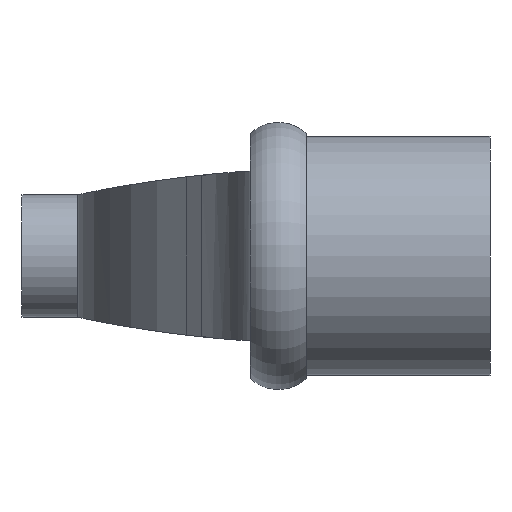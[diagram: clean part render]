
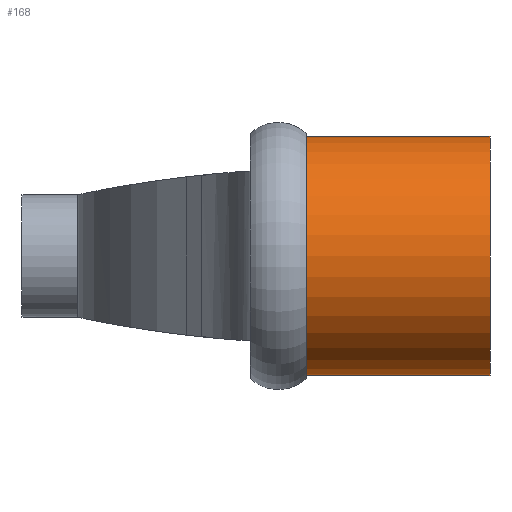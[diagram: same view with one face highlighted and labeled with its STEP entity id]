
A CAD part, left-side view. The second image highlights one B-rep face of the part: STEP entity #168.
In plain terms, the highlighted cylindrical face has radius 21.5 mm (diameter 43 mm), a full revolution.
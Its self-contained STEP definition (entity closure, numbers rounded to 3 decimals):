
#130=CYLINDRICAL_SURFACE('',#1245,21.5);
#168=ADVANCED_FACE('',(#213,#214),#130,.T.);
#213=FACE_BOUND('',#309,.T.);
#214=FACE_BOUND('',#310,.T.);
#309=EDGE_LOOP('',(#705));
#310=EDGE_LOOP('',(#706));
#335=CIRCLE('',#1206,21.5);
#342=CIRCLE('',#1222,21.5);
#705=ORIENTED_EDGE('',*,*,#964,.F.);
#706=ORIENTED_EDGE('',*,*,#1036,.T.);
#845=VERTEX_POINT('',#1453);
#906=VERTEX_POINT('',#1995);
#964=EDGE_CURVE('',#845,#845,#335,.T.);
#1036=EDGE_CURVE('',#906,#906,#342,.T.);
#1206=AXIS2_PLACEMENT_3D('',#1452,#1274,#1275);
#1222=AXIS2_PLACEMENT_3D('',#1994,#1313,#1314);
#1245=AXIS2_PLACEMENT_3D('',#2401,#1375,#1376);
#1274=DIRECTION('',(0.,-1.,0.));
#1275=DIRECTION('',(0.,0.,-1.));
#1313=DIRECTION('',(0.,-1.,0.));
#1314=DIRECTION('',(0.,0.,-1.));
#1375=DIRECTION('',(0.,-1.,0.));
#1376=DIRECTION('',(0.,0.,-1.));
#1452=CARTESIAN_POINT('',(103.,40.25,0.));
#1453=CARTESIAN_POINT('',(103.,40.25,-21.5));
#1994=CARTESIAN_POINT('',(103.,73.25,0.));
#1995=CARTESIAN_POINT('',(103.,73.25,-21.5));
#2401=CARTESIAN_POINT('',(103.,35.91,0.));
